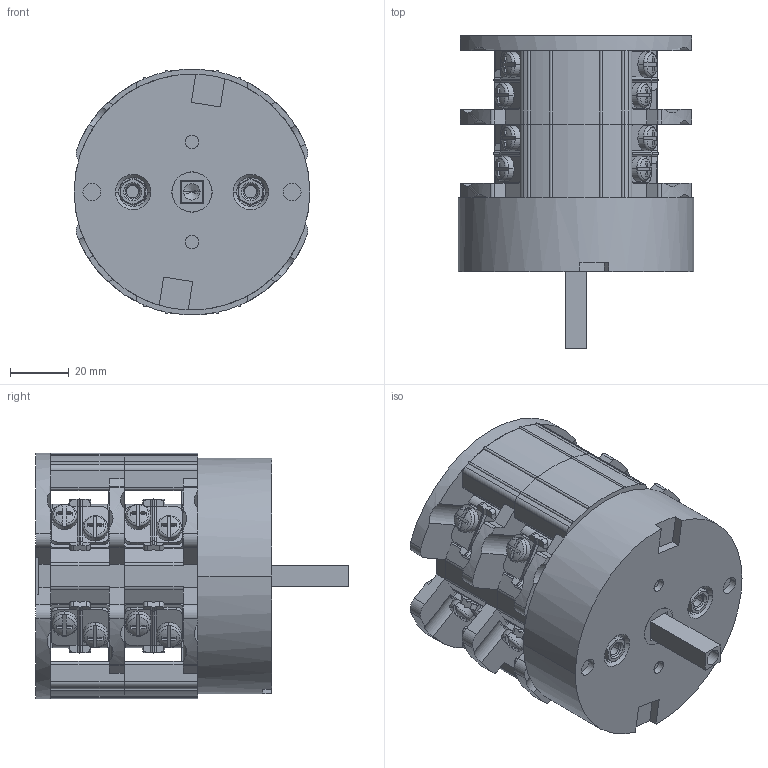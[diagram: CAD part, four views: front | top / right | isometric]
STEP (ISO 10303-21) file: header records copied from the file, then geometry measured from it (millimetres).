
FILE_DESCRIPTION((''),'2;1');
FILE_NAME('CA_S4_2B_ASM','2023-11-29T14:23:05',('alessandro.mingotti'),(''),'CREO PARAMETRIC BY PTC INC, 2022014','CREO PARAMETRIC BY PTC INC, 2022014','');
FILE_SCHEMA(('CONFIG_CONTROL_DESIGN'));
Length unit declared in the file: millimetre
Products named in the file (15): 3200_PIENO; 3201_ANNULL; 2244; 3214; 4112-1; CA_SIZE4_SCATTO_PIENA_ASM; 3202; 3205; 6546_005; G054_ASM; 3208; 5122_12; CA_S4_GR_BASETTA_ASM; 3203; CA_S4_2B_ASM
Assembly tree (29 placements, depth 4):
  CA_S4_2B_ASM
    CA_SIZE4_SCATTO_PIENA_ASM
      3200_PIENO
      3201_ANNULL
      2244  x2
      3214
      4112-1
    CA_S4_GR_BASETTA_ASM  x2
      3202
      G054_ASM
        3205
        6546_005
      3208
      5122_12
    3203
Bounding box: 80 x 106 x 83.4 mm (x, y, z)
Volume: 230094.4 mm3; surface area: 128164.4 mm2
Topology: 49 solids, 53 shells, 2978 faces, 7843 edges, 5079 vertices
Faces by surface type: plane 1871, cylinder 828, torus 153, cone 76, sphere 48, bspline 2
Entity records: 49272 total; most frequent: CARTESIAN_POINT 9181, DIRECTION 8329, ORIENTED_EDGE 8322, EDGE_CURVE 4163, VECTOR 3027, LINE 3027, VERTEX_POINT 2716, AXIS2_PLACEMENT_3D 2651
